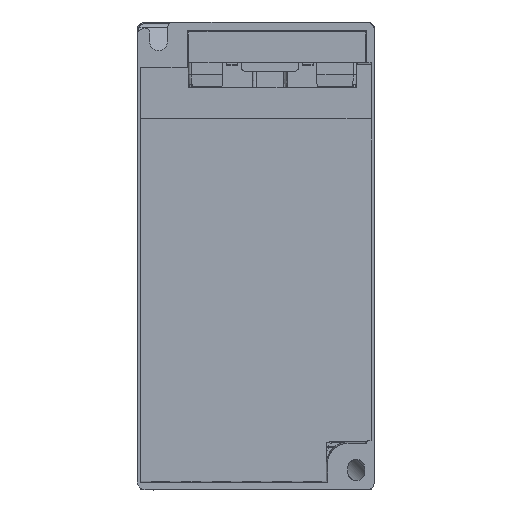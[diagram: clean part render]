
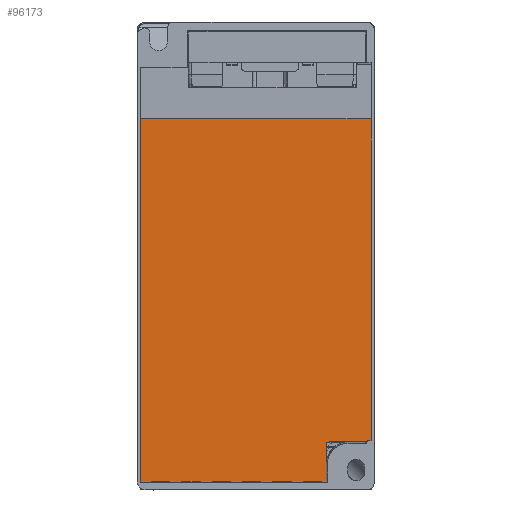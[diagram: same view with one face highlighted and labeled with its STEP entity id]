
A CAD part, front view. The second image highlights one B-rep face of the part: STEP entity #96173.
In plain terms, the highlighted planar face has unit normal (0, -1, 0).
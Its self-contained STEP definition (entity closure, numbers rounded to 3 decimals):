
#2238 = VECTOR ( 'NONE', #130278, 1000. ) ;
#2292 = CARTESIAN_POINT ( 'NONE',  ( 0., 11.1, 41.609 ) ) ;
#2469 = FACE_OUTER_BOUND ( 'NONE', #74598, .T. ) ;
#2520 = VERTEX_POINT ( 'NONE', #29507 ) ;
#3259 = EDGE_CURVE ( 'NONE', #126232, #47743, #57921, .T. ) ;
#5325 = CARTESIAN_POINT ( 'NONE',  ( 0., 11.1, -70.873 ) ) ;
#5705 = CARTESIAN_POINT ( 'NONE',  ( 36., 11.1, -56.141 ) ) ;
#8196 = LINE ( 'NONE', #5325, #122414 ) ;
#10005 = B_SPLINE_CURVE_WITH_KNOTS ( 'NONE', 3,
 ( #139078, #172238, #73878, #138399 ),
 .UNSPECIFIED., .F., .F.,
 ( 4, 4 ),
 ( 0., 1. ),
 .UNSPECIFIED. ) ;
#11197 = EDGE_CURVE ( 'NONE', #57643, #128808, #20136, .T. ) ;
#12209 = CARTESIAN_POINT ( 'NONE',  ( 22.5, 11.1, -56.141 ) ) ;
#14046 = ORIENTED_EDGE ( 'NONE', *, *, #39060, .F. ) ;
#17142 = VECTOR ( 'NONE', #33469, 1000. ) ;
#17445 = VECTOR ( 'NONE', #167901, 1000. ) ;
#17777 = ORIENTED_EDGE ( 'NONE', *, *, #133128, .F. ) ;
#20136 = LINE ( 'NONE', #12209, #93654 ) ;
#25003 = CARTESIAN_POINT ( 'NONE',  ( 22.5, 11.1, -56.141 ) ) ;
#29507 = CARTESIAN_POINT ( 'NONE',  ( -35., 11.1, 41.609 ) ) ;
#33469 = DIRECTION ( 'NONE',  ( 1., 0., 0. ) ) ;
#35732 = VERTEX_POINT ( 'NONE', #104207 ) ;
#39060 = EDGE_CURVE ( 'NONE', #128808, #179913, #8196, .T. ) ;
#39727 = ORIENTED_EDGE ( 'NONE', *, *, #11197, .F. ) ;
#40311 = CARTESIAN_POINT ( 'NONE',  ( 21.414, 11.1, -257.939 ) ) ;
#41128 = ORIENTED_EDGE ( 'NONE', *, *, #121207, .T. ) ;
#44670 = CARTESIAN_POINT ( 'NONE',  ( 20.665, 11.1, -70. ) ) ;
#46725 = LINE ( 'NONE', #115920, #51859 ) ;
#47743 = VERTEX_POINT ( 'NONE', #143169 ) ;
#48635 = EDGE_CURVE ( 'NONE', #2520, #49122, #60340, .T. ) ;
#49122 = VERTEX_POINT ( 'NONE', #108460 ) ;
#49322 = VERTEX_POINT ( 'NONE', #66586 ) ;
#51859 = VECTOR ( 'NONE', #127983, 1000. ) ;
#55091 = ORIENTED_EDGE ( 'NONE', *, *, #69176, .T. ) ;
#57643 = VERTEX_POINT ( 'NONE', #25003 ) ;
#57921 = B_SPLINE_CURVE_WITH_KNOTS ( 'NONE', 3,
 ( #193733, #113606, #161797, #144138 ),
 .UNSPECIFIED., .F., .F.,
 ( 4, 4 ),
 ( 0., 1. ),
 .UNSPECIFIED. ) ;
#60340 = LINE ( 'NONE', #2292, #17142 ) ;
#60466 = DIRECTION ( 'NONE',  ( 0., 0., -1. ) ) ;
#60631 = LINE ( 'NONE', #40311, #17445 ) ;
#66586 = CARTESIAN_POINT ( 'NONE',  ( 35., 11.1, -56.141 ) ) ;
#69176 = EDGE_CURVE ( 'NONE', #57643, #49322, #196286, .T. ) ;
#72644 = DIRECTION ( 'NONE',  ( 1., 0., 0. ) ) ;
#73878 = CARTESIAN_POINT ( 'NONE',  ( 21.165, 11.1, -70.007 ) ) ;
#74598 = EDGE_LOOP ( 'NONE', ( #14046, #39727, #55091, #156626, #17777, #93487, #41128, #201733, #144576, #110133 ) ) ;
#75436 = CARTESIAN_POINT ( 'NONE',  ( 0., 11.1, 135.109 ) ) ;
#81393 = CARTESIAN_POINT ( 'NONE',  ( 35., 11.1, 135.109 ) ) ;
#83026 = VECTOR ( 'NONE', #151346, 1000. ) ;
#83976 = EDGE_CURVE ( 'NONE', #35732, #179913, #60631, .T. ) ;
#86366 = CARTESIAN_POINT ( 'NONE',  ( 35., 11.1, -55.665 ) ) ;
#93487 = ORIENTED_EDGE ( 'NONE', *, *, #48635, .F. ) ;
#93654 = VECTOR ( 'NONE', #60466, 1000. ) ;
#96173 = ADVANCED_FACE ( 'NONE', ( #2469 ), #135773, .T. ) ;
#104207 = CARTESIAN_POINT ( 'NONE',  ( 21.414, 11.1, -70.021 ) ) ;
#108460 = CARTESIAN_POINT ( 'NONE',  ( 35., 11.1, 41.609 ) ) ;
#110133 = ORIENTED_EDGE ( 'NONE', *, *, #83976, .T. ) ;
#113606 = CARTESIAN_POINT ( 'NONE',  ( 2.11, 11.1, -70. ) ) ;
#115920 = CARTESIAN_POINT ( 'NONE',  ( -35., 11.1, 135.109 ) ) ;
#121207 = EDGE_CURVE ( 'NONE', #2520, #47743, #46725, .T. ) ;
#122414 = VECTOR ( 'NONE', #199604, 1000. ) ;
#123476 = LINE ( 'NONE', #198860, #83026 ) ;
#126232 = VERTEX_POINT ( 'NONE', #44670 ) ;
#127983 = DIRECTION ( 'NONE',  ( 0., 0., -1. ) ) ;
#128808 = VERTEX_POINT ( 'NONE', #138888 ) ;
#130278 = DIRECTION ( 'NONE',  ( 0., 0., -1. ) ) ;
#133128 = EDGE_CURVE ( 'NONE', #49122, #185958, #123476, .T. ) ;
#135773 = PLANE ( 'NONE',  #156564 ) ;
#138399 = CARTESIAN_POINT ( 'NONE',  ( 21.414, 11.1, -70.021 ) ) ;
#138888 = CARTESIAN_POINT ( 'NONE',  ( 22.5, 11.1, -70.873 ) ) ;
#139078 = CARTESIAN_POINT ( 'NONE',  ( 20.665, 11.1, -70. ) ) ;
#141802 = LINE ( 'NONE', #81393, #2238 ) ;
#143169 = CARTESIAN_POINT ( 'NONE',  ( -35., 11.1, -70. ) ) ;
#144138 = CARTESIAN_POINT ( 'NONE',  ( -35., 11.1, -70. ) ) ;
#144576 = ORIENTED_EDGE ( 'NONE', *, *, #206869, .T. ) ;
#150384 = DIRECTION ( 'NONE',  ( 1., 0., 0. ) ) ;
#151346 = DIRECTION ( 'NONE',  ( 0., 0., -1. ) ) ;
#156179 = DIRECTION ( 'NONE',  ( 0., -1., 0. ) ) ;
#156564 = AXIS2_PLACEMENT_3D ( 'NONE', #75436, #156179, #72644 ) ;
#156626 = ORIENTED_EDGE ( 'NONE', *, *, #161379, .F. ) ;
#161379 = EDGE_CURVE ( 'NONE', #185958, #49322, #141802, .T. ) ;
#161797 = CARTESIAN_POINT ( 'NONE',  ( -16.445, 11.1, -70. ) ) ;
#167901 = DIRECTION ( 'NONE',  ( 0., 0., -1. ) ) ;
#170321 = CARTESIAN_POINT ( 'NONE',  ( 21.414, 11.1, -70.873 ) ) ;
#172238 = CARTESIAN_POINT ( 'NONE',  ( 20.915, 11.1, -70. ) ) ;
#179913 = VERTEX_POINT ( 'NONE', #170321 ) ;
#185958 = VERTEX_POINT ( 'NONE', #86366 ) ;
#186077 = VECTOR ( 'NONE', #150384, 1000. ) ;
#193733 = CARTESIAN_POINT ( 'NONE',  ( 20.665, 11.1, -70. ) ) ;
#196286 = LINE ( 'NONE', #5705, #186077 ) ;
#198860 = CARTESIAN_POINT ( 'NONE',  ( 35., 11.1, 135.109 ) ) ;
#199604 = DIRECTION ( 'NONE',  ( -1., 0., 0. ) ) ;
#201733 = ORIENTED_EDGE ( 'NONE', *, *, #3259, .F. ) ;
#206869 = EDGE_CURVE ( 'NONE', #126232, #35732, #10005, .T. ) ;
